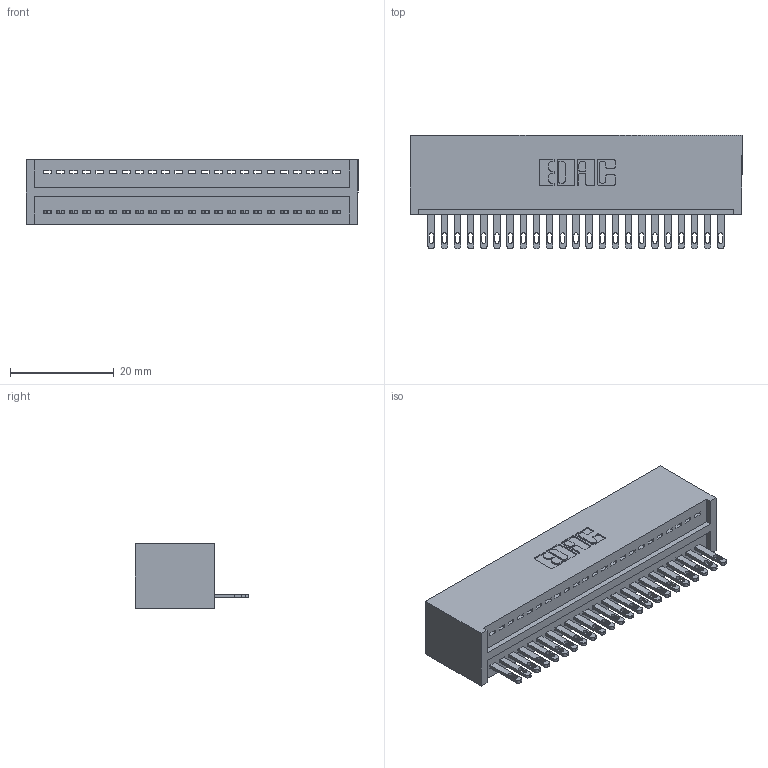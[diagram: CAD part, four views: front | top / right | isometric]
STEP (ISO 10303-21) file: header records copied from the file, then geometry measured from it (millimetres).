
FILE_DESCRIPTION (( 'STEP AP203' ), '1' );
FILE_NAME ('325-023-500-101.STEP', '2020-02-24T17:35:24', ( '' ), ( '' ), 'SwSTEP 2.0', 'SolidWorks 2016', '' );
FILE_SCHEMA (( 'CONFIG_CONTROL_DESIGN' ));
Length unit declared in the file: inch
Products named in the file (3): 325-292-001_325-293-100; 325-023-500-101; 325 Part_Lugless
Assembly tree (24 placements, depth 2):
  325-023-500-101
    325 Part_Lugless
    325-292-001_325-293-100  x23
Bounding box: 64.06 x 21.84 x 12.45 mm (x, y, z)
Volume: 8568.8 mm3; surface area: 9583.3 mm2
Topology: 24 solids, 24 shells, 1348 faces, 4151 edges, 2766 vertices
Faces by surface type: plane 894, cylinder 454
Entity records: 16171 total; most frequent: CARTESIAN_POINT 2799, ORIENTED_EDGE 2758, DIRECTION 2393, EDGE_CURVE 1379, VECTOR 1255, LINE 1255, VERTEX_POINT 918, AXIS2_PLACEMENT_3D 569
